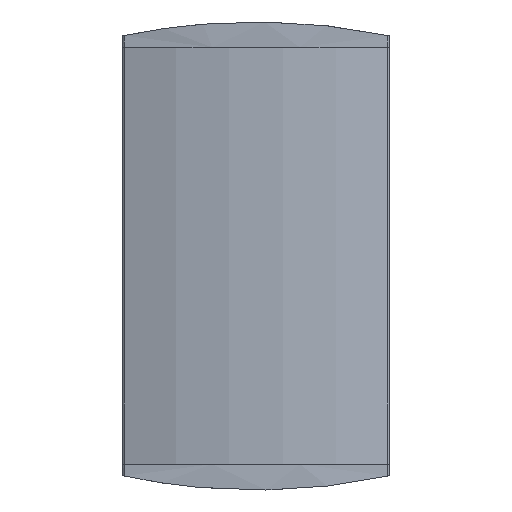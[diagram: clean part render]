
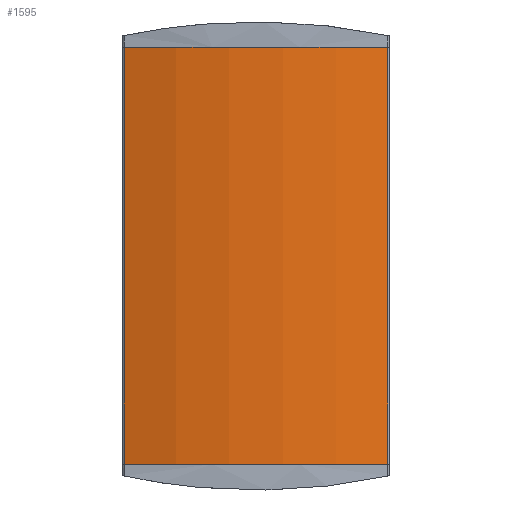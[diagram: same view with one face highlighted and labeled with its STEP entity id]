
A CAD part, top view. The second image highlights one B-rep face of the part: STEP entity #1595.
In plain terms, the highlighted cylindrical face has radius 51.5 mm (diameter 103 mm), a partial arc.
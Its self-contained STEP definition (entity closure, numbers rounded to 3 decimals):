
#60=CIRCLE('',#1723,51.5);
#61=CIRCLE('',#1724,51.5);
#85=CYLINDRICAL_SURFACE('',#1722,51.5);
#348=ORIENTED_EDGE('',*,*,#753,.T.);
#349=ORIENTED_EDGE('',*,*,#758,.T.);
#350=ORIENTED_EDGE('',*,*,#755,.F.);
#351=ORIENTED_EDGE('',*,*,#759,.F.);
#753=EDGE_CURVE('',#937,#936,#1110,.T.);
#755=EDGE_CURVE('',#938,#939,#1111,.T.);
#758=EDGE_CURVE('',#936,#939,#60,.T.);
#759=EDGE_CURVE('',#937,#938,#61,.T.);
#936=VERTEX_POINT('',#2596);
#937=VERTEX_POINT('',#2598);
#938=VERTEX_POINT('',#2602);
#939=VERTEX_POINT('',#2603);
#1110=LINE('',#2597,#1296);
#1111=LINE('',#2601,#1297);
#1296=VECTOR('',#2072,1000.);
#1297=VECTOR('',#2077,1000.);
#1369=EDGE_LOOP('',(#348,#349,#350,#351));
#1453=FACE_BOUND('',#1369,.T.);
#1595=ADVANCED_FACE('',(#1453),#85,.T.);
#1722=AXIS2_PLACEMENT_3D('',#2606,#2082,#2083);
#1723=AXIS2_PLACEMENT_3D('',#2607,#2084,#2085);
#1724=AXIS2_PLACEMENT_3D('',#2608,#2086,#2087);
#2072=DIRECTION('',(0.,-1.,0.));
#2077=DIRECTION('',(0.,-1.,0.));
#2082=DIRECTION('',(0.,-1.,0.));
#2083=DIRECTION('',(0.,0.,-1.));
#2084=DIRECTION('',(0.,1.,0.));
#2085=DIRECTION('',(0.,0.,1.));
#2086=DIRECTION('',(0.,1.,0.));
#2087=DIRECTION('',(0.,0.,1.));
#2596=CARTESIAN_POINT('',(-17.083,-27.,6.684));
#2597=CARTESIAN_POINT('',(-17.083,40.,6.684));
#2598=CARTESIAN_POINT('',(-17.083,27.,6.684));
#2601=CARTESIAN_POINT('',(17.083,40.,6.684));
#2602=CARTESIAN_POINT('',(17.083,27.,6.684));
#2603=CARTESIAN_POINT('',(17.083,-27.,6.684));
#2606=CARTESIAN_POINT('',(0.,40.,-41.9));
#2607=CARTESIAN_POINT('',(0.,-27.,-41.9));
#2608=CARTESIAN_POINT('',(0.,27.,-41.9));
